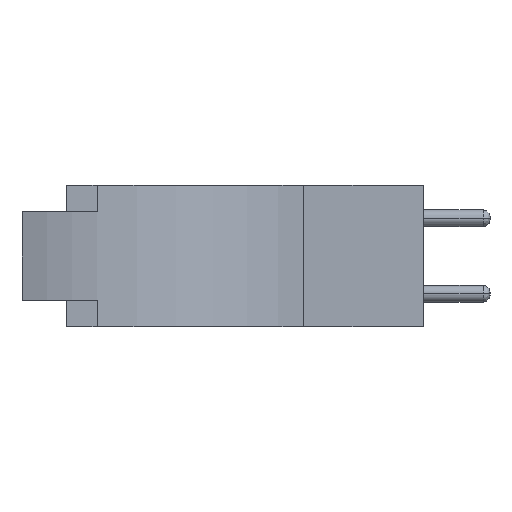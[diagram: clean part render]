
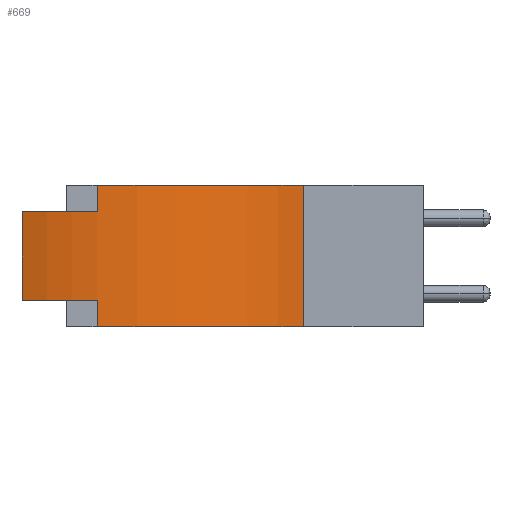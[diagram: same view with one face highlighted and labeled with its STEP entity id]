
A CAD part, left-side view. The second image highlights one B-rep face of the part: STEP entity #669.
In plain terms, the highlighted cylindrical face has radius 11.25 mm (diameter 22.5 mm), a partial arc.
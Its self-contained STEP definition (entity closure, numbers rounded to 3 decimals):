
#24 = CARTESIAN_POINT ( 'NONE',  ( -6.55, 0., 3.2 ) ) ;
#84 = AXIS2_PLACEMENT_3D ( 'NONE', #975, #499, #1399 ) ;
#164 = DIRECTION ( 'NONE',  ( 0., 0., -1. ) ) ;
#209 = CARTESIAN_POINT ( 'NONE',  ( -11.249, 9.313, 2. ) ) ;
#214 = VERTEX_POINT ( 'NONE', #209 ) ;
#228 = VERTEX_POINT ( 'NONE', #2209 ) ;
#236 = DIRECTION ( 'NONE',  ( 1., 0., 0. ) ) ;
#357 = VECTOR ( 'NONE', #2545, 1000. ) ;
#392 = EDGE_CURVE ( 'NONE', #937, #590, #2564, .T. ) ;
#469 = CARTESIAN_POINT ( 'NONE',  ( -10.674, 12.7, -2. ) ) ;
#474 = CARTESIAN_POINT ( 'NONE',  ( -11.249, 9.313, 2. ) ) ;
#480 = EDGE_CURVE ( 'NONE', #1548, #1841, #1213, .T. ) ;
#499 = DIRECTION ( 'NONE',  ( 0., 0., 1. ) ) ;
#541 = ORIENTED_EDGE ( 'NONE', *, *, #899, .T. ) ;
#543 = DIRECTION ( 'NONE',  ( 1., 0., 0. ) ) ;
#590 = VERTEX_POINT ( 'NONE', #469 ) ;
#616 = CARTESIAN_POINT ( 'NONE',  ( -10.674, 12.7, 2. ) ) ;
#669 = ADVANCED_FACE ( 'NONE', ( #2505 ), #723, .T. ) ;
#690 = AXIS2_PLACEMENT_3D ( 'NONE', #2780, #831, #1668 ) ;
#715 = LINE ( 'NONE', #474, #1405 ) ;
#723 = CYLINDRICAL_SURFACE ( 'NONE', #84, 11.25 ) ;
#817 = CARTESIAN_POINT ( 'NONE',  ( -11.249, 9.313, -3.2 ) ) ;
#831 = DIRECTION ( 'NONE',  ( 0., 0., -1. ) ) ;
#835 = CARTESIAN_POINT ( 'NONE',  ( -6.55, 0., -3.2 ) ) ;
#838 = AXIS2_PLACEMENT_3D ( 'NONE', #2356, #1442, #2310 ) ;
#851 = ORIENTED_EDGE ( 'NONE', *, *, #392, .T. ) ;
#897 = VERTEX_POINT ( 'NONE', #2830 ) ;
#899 = EDGE_CURVE ( 'NONE', #214, #937, #1712, .T. ) ;
#932 = DIRECTION ( 'NONE',  ( 0., 0., -1. ) ) ;
#937 = VERTEX_POINT ( 'NONE', #616 ) ;
#975 = CARTESIAN_POINT ( 'NONE',  ( 0., 9.147, -3.2 ) ) ;
#1009 = EDGE_CURVE ( 'NONE', #897, #2413, #1795, .T. ) ;
#1106 = CARTESIAN_POINT ( 'NONE',  ( 0., 9.147, -3.2 ) ) ;
#1163 = ORIENTED_EDGE ( 'NONE', *, *, #1171, .T. ) ;
#1171 = EDGE_CURVE ( 'NONE', #228, #897, #2339, .T. ) ;
#1195 = EDGE_LOOP ( 'NONE', ( #851, #1733, #1163, #1674, #1530, #1451, #2497, #541 ) ) ;
#1213 = CIRCLE ( 'NONE', #690, 11.25 ) ;
#1222 = CARTESIAN_POINT ( 'NONE',  ( -6.55, 0., -3.2 ) ) ;
#1232 = VECTOR ( 'NONE', #2060, 1000. ) ;
#1245 = EDGE_CURVE ( 'NONE', #590, #228, #1935, .T. ) ;
#1399 = DIRECTION ( 'NONE',  ( 1., 0., 0. ) ) ;
#1405 = VECTOR ( 'NONE', #932, 1000. ) ;
#1442 = DIRECTION ( 'NONE',  ( 0., 0., 1. ) ) ;
#1449 = LINE ( 'NONE', #1222, #1232 ) ;
#1451 = ORIENTED_EDGE ( 'NONE', *, *, #480, .T. ) ;
#1467 = CARTESIAN_POINT ( 'NONE',  ( -10.674, 12.7, -3.2 ) ) ;
#1504 = CARTESIAN_POINT ( 'NONE',  ( 0., 9.147, 2. ) ) ;
#1530 = ORIENTED_EDGE ( 'NONE', *, *, #2228, .T. ) ;
#1532 = AXIS2_PLACEMENT_3D ( 'NONE', #1106, #1570, #236 ) ;
#1548 = VERTEX_POINT ( 'NONE', #24 ) ;
#1570 = DIRECTION ( 'NONE',  ( 0., 0., 1. ) ) ;
#1668 = DIRECTION ( 'NONE',  ( 1., 0., 0. ) ) ;
#1674 = ORIENTED_EDGE ( 'NONE', *, *, #1009, .T. ) ;
#1712 = CIRCLE ( 'NONE', #2028, 11.25 ) ;
#1733 = ORIENTED_EDGE ( 'NONE', *, *, #1245, .T. ) ;
#1755 = EDGE_CURVE ( 'NONE', #1841, #214, #715, .T. ) ;
#1795 = CIRCLE ( 'NONE', #1532, 11.25 ) ;
#1841 = VERTEX_POINT ( 'NONE', #2766 ) ;
#1935 = CIRCLE ( 'NONE', #838, 11.25 ) ;
#2028 = AXIS2_PLACEMENT_3D ( 'NONE', #1504, #2289, #543 ) ;
#2060 = DIRECTION ( 'NONE',  ( 0., 0., 1. ) ) ;
#2209 = CARTESIAN_POINT ( 'NONE',  ( -11.249, 9.313, -2. ) ) ;
#2228 = EDGE_CURVE ( 'NONE', #2413, #1548, #1449, .T. ) ;
#2289 = DIRECTION ( 'NONE',  ( 0., 0., -1. ) ) ;
#2306 = VECTOR ( 'NONE', #164, 1000. ) ;
#2310 = DIRECTION ( 'NONE',  ( 1., 0., 0. ) ) ;
#2339 = LINE ( 'NONE', #817, #2306 ) ;
#2356 = CARTESIAN_POINT ( 'NONE',  ( 0., 9.147, -2. ) ) ;
#2413 = VERTEX_POINT ( 'NONE', #835 ) ;
#2497 = ORIENTED_EDGE ( 'NONE', *, *, #1755, .T. ) ;
#2505 = FACE_OUTER_BOUND ( 'NONE', #1195, .T. ) ;
#2545 = DIRECTION ( 'NONE',  ( 0., 0., -1. ) ) ;
#2564 = LINE ( 'NONE', #1467, #357 ) ;
#2766 = CARTESIAN_POINT ( 'NONE',  ( -11.249, 9.313, 3.2 ) ) ;
#2780 = CARTESIAN_POINT ( 'NONE',  ( 0., 9.147, 3.2 ) ) ;
#2830 = CARTESIAN_POINT ( 'NONE',  ( -11.249, 9.313, -3.2 ) ) ;
